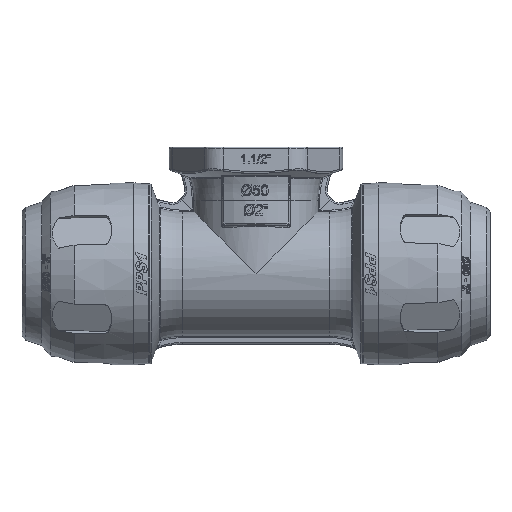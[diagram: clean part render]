
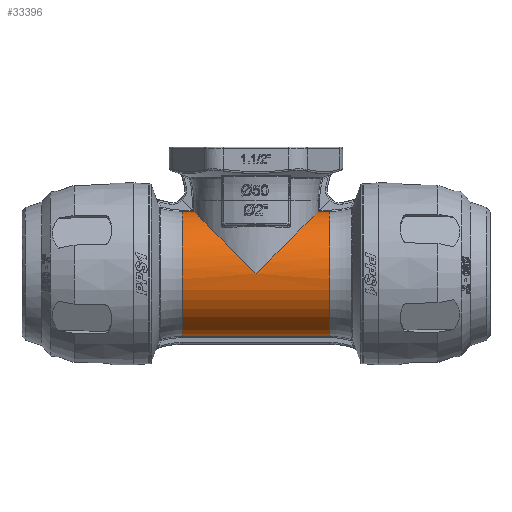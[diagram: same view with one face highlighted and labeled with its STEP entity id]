
A CAD part, front view. The second image highlights one B-rep face of the part: STEP entity #33396.
In plain terms, the highlighted cylindrical face has radius 28.97 mm (diameter 57.941 mm), a partial arc.
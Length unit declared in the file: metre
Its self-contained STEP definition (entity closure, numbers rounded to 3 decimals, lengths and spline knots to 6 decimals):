
#1883=ELLIPSE('',#35302,0.04097,0.02897);
#1884=ELLIPSE('',#35303,0.04097,0.02897);
#2870=FACE_OUTER_BOUND('',#4788,.T.);
#4788=EDGE_LOOP('',(#26185,#26186,#26187,#26188,#26189,#26190,#26191));
#8389=CIRCLE('',#35293,0.02897);
#8395=CIRCLE('',#35301,0.02897);
#9726=LINE('',#82299,#11537);
#9730=LINE('',#82909,#11541);
#9732=LINE('',#85361,#11543);
#11537=VECTOR('',#39118,1.);
#11541=VECTOR('',#39134,1.);
#11543=VECTOR('',#39222,1.);
#13986=VERTEX_POINT('',#63549);
#14604=VERTEX_POINT('',#71330);
#14939=VERTEX_POINT('',#81316);
#14971=VERTEX_POINT('',#82297);
#14976=VERTEX_POINT('',#82908);
#14991=VERTEX_POINT('',#84857);
#14996=VERTEX_POINT('',#85362);
#19170=EDGE_CURVE('',#14939,#14971,#9726,.T.);
#19183=EDGE_CURVE('',#14976,#14604,#9730,.T.);
#19226=EDGE_CURVE('',#14991,#14976,#8389,.T.);
#19237=EDGE_CURVE('',#14971,#13986,#8395,.T.);
#19238=EDGE_CURVE('',#13986,#14991,#9732,.T.);
#19239=EDGE_CURVE('',#14996,#14604,#1883,.T.);
#19240=EDGE_CURVE('',#14939,#14996,#1884,.T.);
#26185=ORIENTED_EDGE('',*,*,#19237,.T.);
#26186=ORIENTED_EDGE('',*,*,#19238,.T.);
#26187=ORIENTED_EDGE('',*,*,#19226,.T.);
#26188=ORIENTED_EDGE('',*,*,#19183,.T.);
#26189=ORIENTED_EDGE('',*,*,#19239,.F.);
#26190=ORIENTED_EDGE('',*,*,#19240,.F.);
#26191=ORIENTED_EDGE('',*,*,#19170,.T.);
#30494=CYLINDRICAL_SURFACE('',#35300,0.02897);
#33396=ADVANCED_FACE('',(#2870),#30494,.T.);
#35293=AXIS2_PLACEMENT_3D('',#84858,#39204,#39205);
#35300=AXIS2_PLACEMENT_3D('',#85359,#39218,#39219);
#35301=AXIS2_PLACEMENT_3D('',#85360,#39220,#39221);
#35302=AXIS2_PLACEMENT_3D('',#85363,#39223,#39224);
#35303=AXIS2_PLACEMENT_3D('',#85364,#39225,#39226);
#39118=DIRECTION('',(-1.,0.,0.));
#39134=DIRECTION('',(-1.,0.,0.));
#39204=DIRECTION('center_axis',(-1.,0.,0.));
#39205=DIRECTION('ref_axis',(0.,0.,-1.));
#39218=DIRECTION('center_axis',(1.,0.,0.));
#39219=DIRECTION('ref_axis',(0.,0.,-1.));
#39220=DIRECTION('center_axis',(1.,0.,0.));
#39221=DIRECTION('ref_axis',(0.,0.,
-1.));
#39222=DIRECTION('',(1.,0.,0.));
#39223=DIRECTION('center_axis',(-0.707,0.,0.707));
#39224=DIRECTION('ref_axis',(-0.707,0.,-0.707));
#39225=DIRECTION('center_axis',(0.707,0.,0.707));
#39226=DIRECTION('ref_axis',(0.707,0.,-0.707));
#63549=CARTESIAN_POINT('',(-2.656242,3.631714,-0.510199));
#71330=CARTESIAN_POINT('',(-2.593543,3.631714,-0.452742));
#81316=CARTESIAN_POINT('',(-2.651,3.631714,-0.452742));
#82297=CARTESIAN_POINT('',(-2.656242,3.631714,-0.452742));
#82299=CARTESIAN_POINT('',(-2.656242,3.631714,-0.452742));
#82908=CARTESIAN_POINT('',(-2.588301,3.631714,-0.452742));
#82909=CARTESIAN_POINT('',(-2.656242,3.631714,-0.452742));
#84857=CARTESIAN_POINT('',(-2.588301,3.631714,-0.510199));
#84858=CARTESIAN_POINT('Origin',(-2.588301,3.635451,-0.48147));
#85359=CARTESIAN_POINT('Origin',(-2.656242,3.635451,-0.48147));
#85360=CARTESIAN_POINT('Origin',(-2.656242,3.635451,-0.48147));
#85361=CARTESIAN_POINT('',(-2.656242,3.631714,-0.510199));
#85362=CARTESIAN_POINT('',(-2.622271,3.606481,-0.48147));
#85363=CARTESIAN_POINT('Origin',(-2.622271,3.635451,-0.48147));
#85364=CARTESIAN_POINT('Origin',(-2.622271,3.635451,-0.48147));
